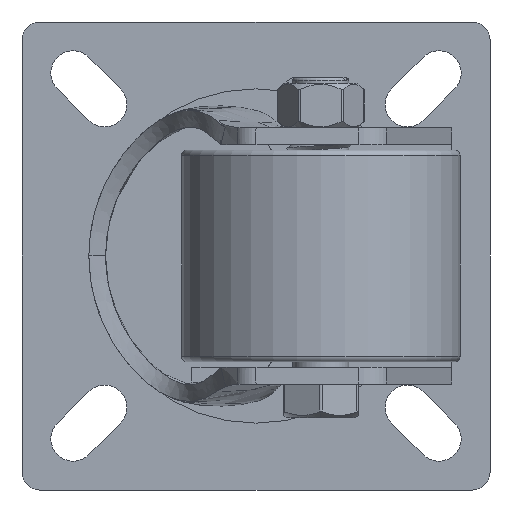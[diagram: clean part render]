
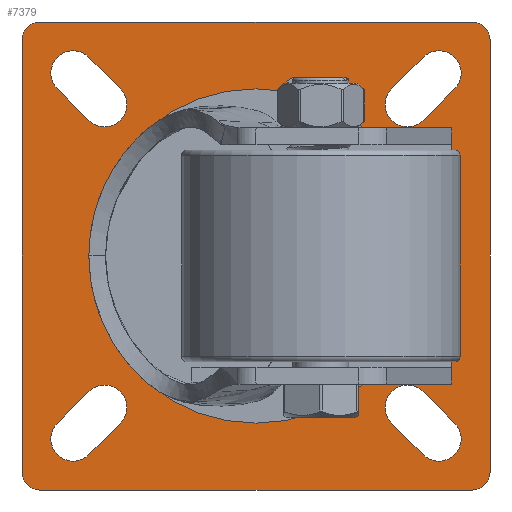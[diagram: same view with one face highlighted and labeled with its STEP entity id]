
A CAD part, front view. The second image highlights one B-rep face of the part: STEP entity #7379.
In plain terms, the highlighted planar face has unit normal (0, -1, 0).
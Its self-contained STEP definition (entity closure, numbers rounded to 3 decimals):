
#6742=CARTESIAN_POINT('',(-38.845,0.,-38.849));
#6743=DIRECTION('',(0.,1.,0.));
#6744=DIRECTION('',(0.,0.,-1.));
#6745=AXIS2_PLACEMENT_3D('',#6742,#6743,#6744);
#6747=DIRECTION('',(0.,0.,1.));
#6748=VECTOR('',#6747,77.689);
#6749=CARTESIAN_POINT('',(-42.,0.,-38.849));
#6750=LINE('',#6749,#6748);
#6751=CARTESIAN_POINT('',(-38.845,0.,38.84));
#6752=DIRECTION('',(0.,1.,0.));
#6753=DIRECTION('',(-1.,0.,0.));
#6754=AXIS2_PLACEMENT_3D('',#6751,#6752,#6753);
#6756=DIRECTION('',(1.,0.,0.));
#6757=VECTOR('',#6756,77.689);
#6758=CARTESIAN_POINT('',(-38.845,0.,41.996));
#6759=LINE('',#6758,#6757);
#6760=CARTESIAN_POINT('',(38.845,0.,38.84));
#6761=DIRECTION('',(0.,1.,0.));
#6762=DIRECTION('',(0.,0.,1.));
#6763=AXIS2_PLACEMENT_3D('',#6760,#6761,#6762);
#6765=DIRECTION('',(0.,0.,-1.));
#6766=VECTOR('',#6765,77.689);
#6767=CARTESIAN_POINT('',(42.,0.,38.84));
#6768=LINE('',#6767,#6766);
#6769=CARTESIAN_POINT('',(38.844,0.,-38.849));
#6770=DIRECTION('',(0.,1.,0.));
#6771=DIRECTION('',(1.,0.,0.));
#6772=AXIS2_PLACEMENT_3D('',#6769,#6770,#6771);
#6774=DIRECTION('',(-1.,0.,0.));
#6775=VECTOR('',#6774,77.689);
#6776=CARTESIAN_POINT('',(38.844,0.,-42.004));
#6777=LINE('',#6776,#6775);
#6778=CARTESIAN_POINT('',(32.824,0.,-32.828));
#6779=DIRECTION('',(0.,-1.,0.));
#6780=DIRECTION('',(-0.707,0.,-0.707));
#6781=AXIS2_PLACEMENT_3D('',#6778,#6779,#6780);
#6783=DIRECTION('',(-0.707,0.,0.707));
#6784=VECTOR('',#6783,7.999);
#6785=CARTESIAN_POINT('',(35.653,0.,-30.));
#6786=LINE('',#6785,#6784);
#6787=CARTESIAN_POINT('',(27.169,0.,-27.172));
#6788=DIRECTION('',(0.,-1.,0.));
#6789=DIRECTION('',(0.707,0.,0.707));
#6790=AXIS2_PLACEMENT_3D('',#6787,#6788,#6789);
#6792=DIRECTION('',(0.707,0.,-0.707));
#6793=VECTOR('',#6792,7.999);
#6794=CARTESIAN_POINT('',(24.34,0.,-30.));
#6795=LINE('',#6794,#6793);
#6796=DIRECTION('',(-0.707,0.,-0.707));
#6797=VECTOR('',#6796,7.999);
#6798=CARTESIAN_POINT('',(29.996,0.,35.657));
#6799=LINE('',#6798,#6797);
#6800=CARTESIAN_POINT('',(27.169,0.,27.172));
#6801=DIRECTION('',(0.,-1.,0.));
#6802=DIRECTION('',(-0.707,0.,0.707));
#6803=AXIS2_PLACEMENT_3D('',#6800,#6801,#6802);
#6805=DIRECTION('',(0.707,0.,0.707));
#6806=VECTOR('',#6805,7.999);
#6807=CARTESIAN_POINT('',(29.997,0.,24.343));
#6808=LINE('',#6807,#6806);
#6809=CARTESIAN_POINT('',(32.824,0.,32.828));
#6810=DIRECTION('',(0.,-1.,0.));
#6811=DIRECTION('',(0.707,0.,-0.707));
#6812=AXIS2_PLACEMENT_3D('',#6809,#6810,#6811);
#6814=DIRECTION('',(0.707,0.,0.707));
#6815=VECTOR('',#6814,7.999);
#6816=CARTESIAN_POINT('',(-29.996,0.,-35.657));
#6817=LINE('',#6816,#6815);
#6818=CARTESIAN_POINT('',(-27.169,0.,-27.172));
#6819=DIRECTION('',(0.,-1.,0.));
#6820=DIRECTION('',(0.707,0.,-0.707));
#6821=AXIS2_PLACEMENT_3D('',#6818,#6819,#6820);
#6823=DIRECTION('',(-0.707,0.,-0.707));
#6824=VECTOR('',#6823,7.999);
#6825=CARTESIAN_POINT('',(-29.997,0.,-24.343));
#6826=LINE('',#6825,#6824);
#6827=CARTESIAN_POINT('',(-32.824,0.,-32.828));
#6828=DIRECTION('',(0.,-1.,0.));
#6829=DIRECTION('',(-0.707,0.,0.707));
#6830=AXIS2_PLACEMENT_3D('',#6827,#6828,#6829);
#6832=CARTESIAN_POINT('',(-32.824,0.,32.828));
#6833=DIRECTION('',(0.,-1.,0.));
#6834=DIRECTION('',(0.707,0.,0.707));
#6835=AXIS2_PLACEMENT_3D('',#6832,#6833,#6834);
#6837=DIRECTION('',(0.707,0.,-0.707));
#6838=VECTOR('',#6837,7.999);
#6839=CARTESIAN_POINT('',(-35.653,0.,30.));
#6840=LINE('',#6839,#6838);
#6841=CARTESIAN_POINT('',(-27.169,0.,27.172));
#6842=DIRECTION('',(0.,-1.,0.));
#6843=DIRECTION('',(-0.707,0.,-0.707));
#6844=AXIS2_PLACEMENT_3D('',#6841,#6842,#6843);
#6846=DIRECTION('',(-0.707,0.,0.707));
#6847=VECTOR('',#6846,7.999);
#6848=CARTESIAN_POINT('',(-24.34,0.,30.));
#6849=LINE('',#6848,#6847);
#6850=CARTESIAN_POINT('',(0.,0.,0.));
#6851=DIRECTION('',(0.,-1.,0.));
#6852=DIRECTION('',(-1.,0.,0.));
#6853=AXIS2_PLACEMENT_3D('',#6850,#6851,#6852);
#6855=CARTESIAN_POINT('',(0.,0.,0.));
#6856=DIRECTION('',(0.,-1.,0.));
#6857=DIRECTION('',(1.,0.,0.));
#6858=AXIS2_PLACEMENT_3D('',#6855,#6856,#6857);
#7182=CARTESIAN_POINT('',(-42.,0.,-38.849));
#7183=CARTESIAN_POINT('',(-42.,0.,38.84));
#7184=VERTEX_POINT('',#7182);
#7185=VERTEX_POINT('',#7183);
#7186=CARTESIAN_POINT('',(-38.845,0.,41.996));
#7187=CARTESIAN_POINT('',(38.845,0.,41.996));
#7188=VERTEX_POINT('',#7186);
#7189=VERTEX_POINT('',#7187);
#7190=CARTESIAN_POINT('',(42.,0.,38.84));
#7191=CARTESIAN_POINT('',(42.,0.,-38.849));
#7192=VERTEX_POINT('',#7190);
#7193=VERTEX_POINT('',#7191);
#7194=CARTESIAN_POINT('',(38.844,0.,-42.004));
#7195=CARTESIAN_POINT('',(-38.845,0.,-42.004));
#7196=VERTEX_POINT('',#7194);
#7197=VERTEX_POINT('',#7195);
#7226=CARTESIAN_POINT('',(29.996,0.,-35.657));
#7227=CARTESIAN_POINT('',(35.653,0.,-30.));
#7228=VERTEX_POINT('',#7226);
#7229=VERTEX_POINT('',#7227);
#7230=CARTESIAN_POINT('',(29.997,0.,-24.343));
#7231=VERTEX_POINT('',#7230);
#7232=CARTESIAN_POINT('',(24.34,0.,-30.));
#7233=VERTEX_POINT('',#7232);
#7234=CARTESIAN_POINT('',(29.996,0.,35.657));
#7235=CARTESIAN_POINT('',(24.34,0.,30.));
#7236=VERTEX_POINT('',#7234);
#7237=VERTEX_POINT('',#7235);
#7238=CARTESIAN_POINT('',(29.997,0.,24.343));
#7239=VERTEX_POINT('',#7238);
#7240=CARTESIAN_POINT('',(35.653,0.,30.));
#7241=VERTEX_POINT('',#7240);
#7242=CARTESIAN_POINT('',(-29.996,0.,-35.657));
#7243=CARTESIAN_POINT('',(-24.34,0.,-30.));
#7244=VERTEX_POINT('',#7242);
#7245=VERTEX_POINT('',#7243);
#7246=CARTESIAN_POINT('',(-29.997,0.,-24.343));
#7247=VERTEX_POINT('',#7246);
#7248=CARTESIAN_POINT('',(-35.653,0.,-30.));
#7249=VERTEX_POINT('',#7248);
#7250=CARTESIAN_POINT('',(-29.996,0.,35.657));
#7251=CARTESIAN_POINT('',(-35.653,0.,30.));
#7252=VERTEX_POINT('',#7250);
#7253=VERTEX_POINT('',#7251);
#7254=CARTESIAN_POINT('',(-29.997,0.,24.343));
#7255=VERTEX_POINT('',#7254);
#7256=CARTESIAN_POINT('',(-24.34,0.,30.));
#7257=VERTEX_POINT('',#7256);
#7306=CARTESIAN_POINT('',(-24.751,0.,0.));
#7307=CARTESIAN_POINT('',(24.751,0.,0.));
#7308=VERTEX_POINT('',#7306);
#7309=VERTEX_POINT('',#7307);
#7310=CARTESIAN_POINT('',(0.,0.,0.));
#7311=DIRECTION('',(0.,1.,0.));
#7312=DIRECTION('',(1.,0.,0.));
#7313=AXIS2_PLACEMENT_3D('',#7310,#7311,#7312);
#7314=PLANE('',#7313);
#7316=ORIENTED_EDGE('',*,*,#7315,.T.);
#7318=ORIENTED_EDGE('',*,*,#7317,.T.);
#7320=ORIENTED_EDGE('',*,*,#7319,.T.);
#7322=ORIENTED_EDGE('',*,*,#7321,.T.);
#7324=ORIENTED_EDGE('',*,*,#7323,.T.);
#7326=ORIENTED_EDGE('',*,*,#7325,.T.);
#7328=ORIENTED_EDGE('',*,*,#7327,.T.);
#7330=ORIENTED_EDGE('',*,*,#7329,.T.);
#7331=EDGE_LOOP('',(#7316,#7318,#7320,#7322,#7324,#7326,#7328,#7330));
#7332=FACE_OUTER_BOUND('',#7331,.F.);
#7334=ORIENTED_EDGE('',*,*,#7333,.T.);
#7336=ORIENTED_EDGE('',*,*,#7335,.T.);
#7338=ORIENTED_EDGE('',*,*,#7337,.T.);
#7340=ORIENTED_EDGE('',*,*,#7339,.T.);
#7341=EDGE_LOOP('',(#7334,#7336,#7338,#7340));
#7342=FACE_BOUND('',#7341,.F.);
#7344=ORIENTED_EDGE('',*,*,#7343,.T.);
#7346=ORIENTED_EDGE('',*,*,#7345,.T.);
#7348=ORIENTED_EDGE('',*,*,#7347,.T.);
#7350=ORIENTED_EDGE('',*,*,#7349,.T.);
#7351=EDGE_LOOP('',(#7344,#7346,#7348,#7350));
#7352=FACE_BOUND('',#7351,.F.);
#7354=ORIENTED_EDGE('',*,*,#7353,.T.);
#7356=ORIENTED_EDGE('',*,*,#7355,.T.);
#7358=ORIENTED_EDGE('',*,*,#7357,.T.);
#7360=ORIENTED_EDGE('',*,*,#7359,.T.);
#7361=EDGE_LOOP('',(#7354,#7356,#7358,#7360));
#7362=FACE_BOUND('',#7361,.F.);
#7364=ORIENTED_EDGE('',*,*,#7363,.T.);
#7366=ORIENTED_EDGE('',*,*,#7365,.T.);
#7368=ORIENTED_EDGE('',*,*,#7367,.T.);
#7370=ORIENTED_EDGE('',*,*,#7369,.T.);
#7371=EDGE_LOOP('',(#7364,#7366,#7368,#7370));
#7372=FACE_BOUND('',#7371,.F.);
#7374=ORIENTED_EDGE('',*,*,#7373,.T.);
#7376=ORIENTED_EDGE('',*,*,#7375,.T.);
#7377=EDGE_LOOP('',(#7374,#7376));
#7378=FACE_BOUND('',#7377,.F.);
#6746=CIRCLE('',#6745,3.155);
#6755=CIRCLE('',#6754,3.155);
#6764=CIRCLE('',#6763,3.155);
#6773=CIRCLE('',#6772,3.156);
#6782=CIRCLE('',#6781,4.);
#6791=CIRCLE('',#6790,4.);
#6804=CIRCLE('',#6803,4.);
#6813=CIRCLE('',#6812,4.);
#6822=CIRCLE('',#6821,4.);
#6831=CIRCLE('',#6830,4.);
#6836=CIRCLE('',#6835,4.);
#6845=CIRCLE('',#6844,4.);
#6854=CIRCLE('',#6853,24.751);
#6859=CIRCLE('',#6858,24.751);
#7315=EDGE_CURVE('',#7197,#7184,#6746,.T.);
#7317=EDGE_CURVE('',#7184,#7185,#6750,.T.);
#7319=EDGE_CURVE('',#7185,#7188,#6755,.T.);
#7321=EDGE_CURVE('',#7188,#7189,#6759,.T.);
#7323=EDGE_CURVE('',#7189,#7192,#6764,.T.);
#7325=EDGE_CURVE('',#7192,#7193,#6768,.T.);
#7327=EDGE_CURVE('',#7193,#7196,#6773,.T.);
#7329=EDGE_CURVE('',#7196,#7197,#6777,.T.);
#7333=EDGE_CURVE('',#7228,#7229,#6782,.T.);
#7335=EDGE_CURVE('',#7229,#7231,#6786,.T.);
#7337=EDGE_CURVE('',#7231,#7233,#6791,.T.);
#7339=EDGE_CURVE('',#7233,#7228,#6795,.T.);
#7343=EDGE_CURVE('',#7236,#7237,#6799,.T.);
#7345=EDGE_CURVE('',#7237,#7239,#6804,.T.);
#7347=EDGE_CURVE('',#7239,#7241,#6808,.T.);
#7349=EDGE_CURVE('',#7241,#7236,#6813,.T.);
#7353=EDGE_CURVE('',#7244,#7245,#6817,.T.);
#7355=EDGE_CURVE('',#7245,#7247,#6822,.T.);
#7357=EDGE_CURVE('',#7247,#7249,#6826,.T.);
#7359=EDGE_CURVE('',#7249,#7244,#6831,.T.);
#7363=EDGE_CURVE('',#7252,#7253,#6836,.T.);
#7365=EDGE_CURVE('',#7253,#7255,#6840,.T.);
#7367=EDGE_CURVE('',#7255,#7257,#6845,.T.);
#7369=EDGE_CURVE('',#7257,#7252,#6849,.T.);
#7373=EDGE_CURVE('',#7308,#7309,#6854,.T.);
#7375=EDGE_CURVE('',#7309,#7308,#6859,.T.);
#7379=ADVANCED_FACE('',(#7332,#7342,#7352,#7362,#7372,#7378),#7314,.F.);
